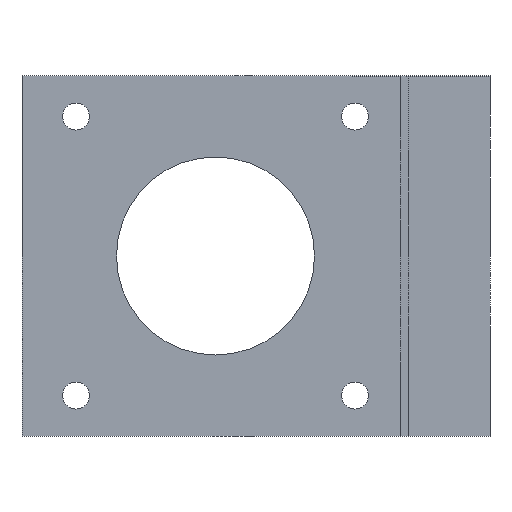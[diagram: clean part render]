
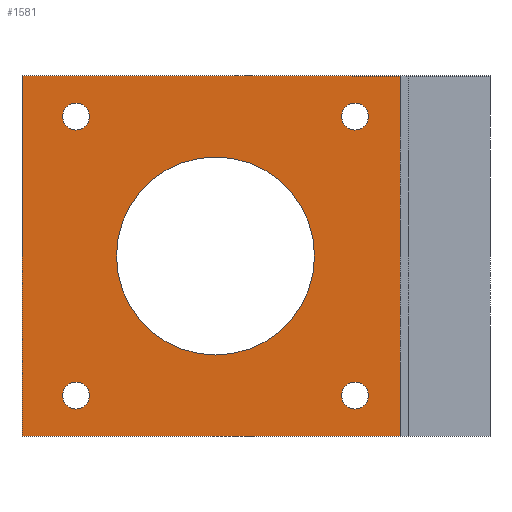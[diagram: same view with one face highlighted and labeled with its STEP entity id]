
A CAD part, front view. The second image highlights one B-rep face of the part: STEP entity #1581.
In plain terms, the highlighted planar face has unit normal (0, -1, 0).
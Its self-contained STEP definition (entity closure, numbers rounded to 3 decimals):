
#24 = CARTESIAN_POINT ( 'NONE',  ( -36., 51.839, -35.5 ) ) ;
#36 = CARTESIAN_POINT ( 'NONE',  ( -20.5, 51.839, -9. ) ) ;
#42 = CARTESIAN_POINT ( 'NONE',  ( 0., 51.839, 0. ) ) ;
#58 = CARTESIAN_POINT ( 'NONE',  ( -5., 51.839, -3. ) ) ;
#83 = AXIS2_PLACEMENT_3D ( 'NONE', #759, #1502, #302 ) ;
#95 = CARTESIAN_POINT ( 'NONE',  ( -36., 51.839, -37. ) ) ;
#108 = CARTESIAN_POINT ( 'NONE',  ( -42., 51.839, -40. ) ) ;
#110 = ORIENTED_EDGE ( 'NONE', *, *, #419, .T. ) ;
#119 = LINE ( 'NONE', #384, #287 ) ;
#120 = EDGE_CURVE ( 'NONE', #1691, #986, #1241, .T. ) ;
#146 = DIRECTION ( 'NONE',  ( 0., 1., 0. ) ) ;
#155 = DIRECTION ( 'NONE',  ( 0., 1., 0. ) ) ;
#163 = AXIS2_PLACEMENT_3D ( 'NONE', #1158, #1902, #409 ) ;
#229 = CIRCLE ( 'NONE', #477, 1.5 ) ;
#257 = LINE ( 'NONE', #827, #1090 ) ;
#287 = VECTOR ( 'NONE', #730, 1000. ) ;
#302 = DIRECTION ( 'NONE',  ( 0., 0., 1. ) ) ;
#378 = ORIENTED_EDGE ( 'NONE', *, *, #1308, .F. ) ;
#384 = CARTESIAN_POINT ( 'NONE',  ( 0., 51.839, 0. ) ) ;
#387 = EDGE_CURVE ( 'NONE', #1199, #1743, #1474, .T. ) ;
#399 = VERTEX_POINT ( 'NONE', #58 ) ;
#409 = DIRECTION ( 'NONE',  ( 0., 0., 1. ) ) ;
#416 = CARTESIAN_POINT ( 'NONE',  ( -36., 51.839, -3. ) ) ;
#417 = AXIS2_PLACEMENT_3D ( 'NONE', #469, #146, #610 ) ;
#419 = EDGE_CURVE ( 'NONE', #399, #1085, #572, .T. ) ;
#428 = CIRCLE ( 'NONE', #584, 1.5 ) ;
#435 = DIRECTION ( 'NONE',  ( 0., 0., 1. ) ) ;
#458 = VECTOR ( 'NONE', #914, 1000. ) ;
#469 = CARTESIAN_POINT ( 'NONE',  ( -36., 51.839, -4.5 ) ) ;
#471 = ORIENTED_EDGE ( 'NONE', *, *, #1377, .T. ) ;
#477 = AXIS2_PLACEMENT_3D ( 'NONE', #735, #1649, #435 ) ;
#478 = FACE_BOUND ( 'NONE', #795, .T. ) ;
#486 = VERTEX_POINT ( 'NONE', #1575 ) ;
#493 = ORIENTED_EDGE ( 'NONE', *, *, #120, .T. ) ;
#533 = CARTESIAN_POINT ( 'NONE',  ( -36., 51.839, -35.5 ) ) ;
#563 = CARTESIAN_POINT ( 'NONE',  ( -42., 51.839, -40. ) ) ;
#572 = CIRCLE ( 'NONE', #163, 1.5 ) ;
#584 = AXIS2_PLACEMENT_3D ( 'NONE', #533, #936, #813 ) ;
#601 = VERTEX_POINT ( 'NONE', #726 ) ;
#606 = VECTOR ( 'NONE', #1924, 1000. ) ;
#610 = DIRECTION ( 'NONE',  ( 0., 0., 1. ) ) ;
#621 = CARTESIAN_POINT ( 'NONE',  ( -5., 51.839, -34. ) ) ;
#631 = CARTESIAN_POINT ( 'NONE',  ( -20.5, 51.839, -20. ) ) ;
#638 = EDGE_CURVE ( 'NONE', #601, #1067, #229, .T. ) ;
#659 = EDGE_LOOP ( 'NONE', ( #1134, #493 ) ) ;
#663 = CARTESIAN_POINT ( 'NONE',  ( -5., 51.839, -6. ) ) ;
#711 = ORIENTED_EDGE ( 'NONE', *, *, #952, .F. ) ;
#720 = DIRECTION ( 'NONE',  ( 0., 0., 1. ) ) ;
#722 = CARTESIAN_POINT ( 'NONE',  ( -20.5, 51.839, -20. ) ) ;
#726 = CARTESIAN_POINT ( 'NONE',  ( -5., 51.839, -37. ) ) ;
#730 = DIRECTION ( 'NONE',  ( 0., 0., 1. ) ) ;
#735 = CARTESIAN_POINT ( 'NONE',  ( -5., 51.839, -35.5 ) ) ;
#739 = VERTEX_POINT ( 'NONE', #42 ) ;
#759 = CARTESIAN_POINT ( 'NONE',  ( -5., 51.839, -4.5 ) ) ;
#772 = ORIENTED_EDGE ( 'NONE', *, *, #1320, .T. ) ;
#778 = DIRECTION ( 'NONE',  ( 0., 0., 1. ) ) ;
#795 = EDGE_LOOP ( 'NONE', ( #1867, #471 ) ) ;
#808 = ORIENTED_EDGE ( 'NONE', *, *, #387, .T. ) ;
#813 = DIRECTION ( 'NONE',  ( 0., 0., 1. ) ) ;
#827 = CARTESIAN_POINT ( 'NONE',  ( 10., 51.839, -40. ) ) ;
#889 = ORIENTED_EDGE ( 'NONE', *, *, #999, .T. ) ;
#914 = DIRECTION ( 'NONE',  ( 1., 0., 0. ) ) ;
#936 = DIRECTION ( 'NONE',  ( 0., 1., 0. ) ) ;
#944 = DIRECTION ( 'NONE',  ( 0., 1., 0. ) ) ;
#952 = EDGE_CURVE ( 'NONE', #486, #1348, #257, .T. ) ;
#986 = VERTEX_POINT ( 'NONE', #416 ) ;
#987 = ORIENTED_EDGE ( 'NONE', *, *, #1479, .T. ) ;
#999 = EDGE_CURVE ( 'NONE', #1085, #399, #1213, .T. ) ;
#1013 = CIRCLE ( 'NONE', #417, 1.5 ) ;
#1020 = EDGE_CURVE ( 'NONE', #1475, #739, #1311, .T. ) ;
#1026 = AXIS2_PLACEMENT_3D ( 'NONE', #631, #1675, #1663 ) ;
#1032 = CARTESIAN_POINT ( 'NONE',  ( -5., 51.839, -35.5 ) ) ;
#1035 = ORIENTED_EDGE ( 'NONE', *, *, #1155, .T. ) ;
#1042 = AXIS2_PLACEMENT_3D ( 'NONE', #1421, #1851, #1695 ) ;
#1063 = EDGE_LOOP ( 'NONE', ( #808, #1035 ) ) ;
#1067 = VERTEX_POINT ( 'NONE', #621 ) ;
#1070 = EDGE_CURVE ( 'NONE', #1572, #1677, #1873, .T. ) ;
#1073 = ORIENTED_EDGE ( 'NONE', *, *, #638, .T. ) ;
#1080 = DIRECTION ( 'NONE',  ( 0., 0., 1. ) ) ;
#1085 = VERTEX_POINT ( 'NONE', #663 ) ;
#1090 = VECTOR ( 'NONE', #1129, 1000. ) ;
#1104 = FACE_BOUND ( 'NONE', #1701, .T. ) ;
#1129 = DIRECTION ( 'NONE',  ( -1., 0., 0. ) ) ;
#1134 = ORIENTED_EDGE ( 'NONE', *, *, #1423, .T. ) ;
#1137 = CARTESIAN_POINT ( 'NONE',  ( -36., 51.839, -6. ) ) ;
#1155 = EDGE_CURVE ( 'NONE', #1743, #1199, #428, .T. ) ;
#1158 = CARTESIAN_POINT ( 'NONE',  ( -5., 51.839, -4.5 ) ) ;
#1199 = VERTEX_POINT ( 'NONE', #1413 ) ;
#1213 = CIRCLE ( 'NONE', #83, 1.5 ) ;
#1233 = CIRCLE ( 'NONE', #1385, 1.5 ) ;
#1236 = FACE_BOUND ( 'NONE', #659, .T. ) ;
#1241 = CIRCLE ( 'NONE', #1552, 1.5 ) ;
#1308 = EDGE_CURVE ( 'NONE', #1348, #1475, #1579, .T. ) ;
#1311 = LINE ( 'NONE', #1801, #458 ) ;
#1317 = DIRECTION ( 'NONE',  ( 0., 1., 0. ) ) ;
#1320 = EDGE_CURVE ( 'NONE', #486, #739, #119, .T. ) ;
#1348 = VERTEX_POINT ( 'NONE', #563 ) ;
#1377 = EDGE_CURVE ( 'NONE', #1677, #1572, #1856, .T. ) ;
#1384 = AXIS2_PLACEMENT_3D ( 'NONE', #24, #944, #1080 ) ;
#1385 = AXIS2_PLACEMENT_3D ( 'NONE', #1032, #155, #778 ) ;
#1413 = CARTESIAN_POINT ( 'NONE',  ( -36., 51.839, -34. ) ) ;
#1421 = CARTESIAN_POINT ( 'NONE',  ( 0., 51.839, 0. ) ) ;
#1423 = EDGE_CURVE ( 'NONE', #986, #1691, #1013, .T. ) ;
#1428 = CARTESIAN_POINT ( 'NONE',  ( -36., 51.839, -4.5 ) ) ;
#1455 = DIRECTION ( 'NONE',  ( 0., 1., 0. ) ) ;
#1474 = CIRCLE ( 'NONE', #1384, 1.5 ) ;
#1475 = VERTEX_POINT ( 'NONE', #1782 ) ;
#1479 = EDGE_CURVE ( 'NONE', #1067, #601, #1233, .T. ) ;
#1496 = EDGE_LOOP ( 'NONE', ( #711, #772, #1626, #378 ) ) ;
#1502 = DIRECTION ( 'NONE',  ( 0., 1., 0. ) ) ;
#1505 = EDGE_LOOP ( 'NONE', ( #110, #889 ) ) ;
#1506 = AXIS2_PLACEMENT_3D ( 'NONE', #722, #1317, #1915 ) ;
#1552 = AXIS2_PLACEMENT_3D ( 'NONE', #1428, #1455, #720 ) ;
#1572 = VERTEX_POINT ( 'NONE', #36 ) ;
#1575 = CARTESIAN_POINT ( 'NONE',  ( 0., 51.839, -40. ) ) ;
#1579 = LINE ( 'NONE', #108, #606 ) ;
#1581 = ADVANCED_FACE ( 'NONE', ( #1236, #1818, #1104, #1685, #478, #1715 ), #1829, .T. ) ;
#1614 = CARTESIAN_POINT ( 'NONE',  ( -20.5, 51.839, -31. ) ) ;
#1626 = ORIENTED_EDGE ( 'NONE', *, *, #1020, .F. ) ;
#1649 = DIRECTION ( 'NONE',  ( 0., 1., 0. ) ) ;
#1663 = DIRECTION ( 'NONE',  ( 0., 0., 1. ) ) ;
#1675 = DIRECTION ( 'NONE',  ( 0., 1., 0. ) ) ;
#1677 = VERTEX_POINT ( 'NONE', #1614 ) ;
#1685 = FACE_BOUND ( 'NONE', #1063, .T. ) ;
#1691 = VERTEX_POINT ( 'NONE', #1137 ) ;
#1695 = DIRECTION ( 'NONE',  ( 0., 0., -1. ) ) ;
#1701 = EDGE_LOOP ( 'NONE', ( #987, #1073 ) ) ;
#1715 = FACE_OUTER_BOUND ( 'NONE', #1496, .T. ) ;
#1743 = VERTEX_POINT ( 'NONE', #95 ) ;
#1782 = CARTESIAN_POINT ( 'NONE',  ( -42., 51.839, 0. ) ) ;
#1801 = CARTESIAN_POINT ( 'NONE',  ( 10., 51.839, 0. ) ) ;
#1818 = FACE_BOUND ( 'NONE', #1505, .T. ) ;
#1829 = PLANE ( 'NONE',  #1042 ) ;
#1851 = DIRECTION ( 'NONE',  ( 0., -1., 0. ) ) ;
#1856 = CIRCLE ( 'NONE', #1506, 11. ) ;
#1867 = ORIENTED_EDGE ( 'NONE', *, *, #1070, .T. ) ;
#1873 = CIRCLE ( 'NONE', #1026, 11. ) ;
#1902 = DIRECTION ( 'NONE',  ( 0., 1., 0. ) ) ;
#1915 = DIRECTION ( 'NONE',  ( 0., 0., 1. ) ) ;
#1924 = DIRECTION ( 'NONE',  ( 0., 0., 1. ) ) ;
